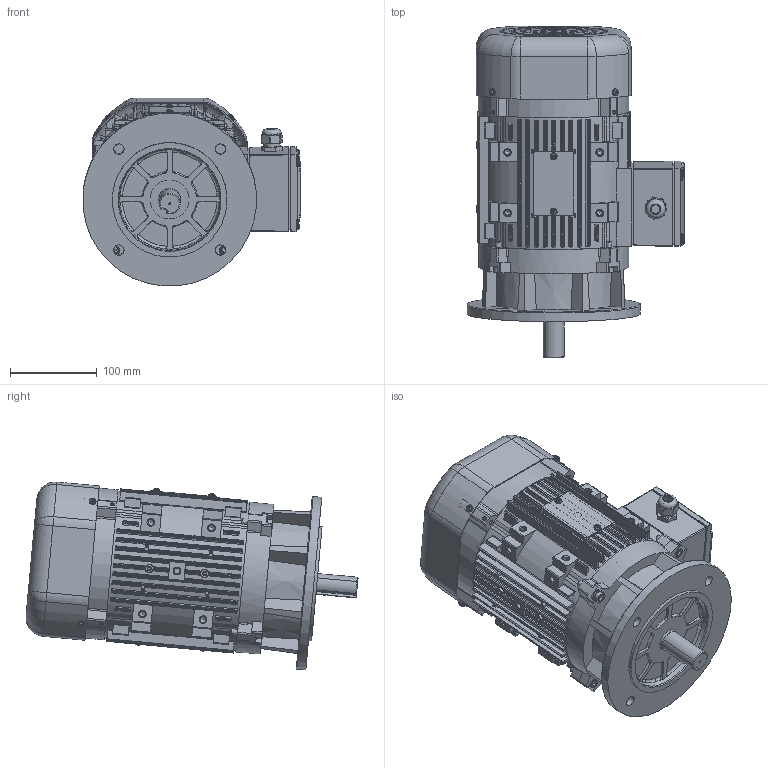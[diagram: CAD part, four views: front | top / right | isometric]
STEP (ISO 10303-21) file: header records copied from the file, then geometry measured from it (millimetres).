
FILE_DESCRIPTION(/* description */ (''),/* implementation_level */ '2;1');
FILE_NAME(/* name */ 'P_Series_1.5kW_Flange_(3D).stp',/* time_stamp */ '2021-10-22T15:06:46+09:00',/* author */ ('jaebok'),/* organization */ (''),/* preprocessor_version */ 'ST-DEVELOPER v18.1',/* originating_system */ 'Autodesk Inventor 2022',/* authorisation */ '');
FILE_SCHEMA (('AUTOMOTIVE_DESIGN { 1 0 10303 214 3 1 1 }'));
Products named in the file (1): 부품10
Bounding box: 250.62 x 381.68 x 215.94 mm (x, y, z)
Volume: 2081476.5 mm3; surface area: 753193.1 mm2
Topology: 2 solids, 32 shells, 3275 faces, 8841 edges, 5646 vertices
Faces by surface type: plane 1440, cylinder 1028, cone 319, bspline 282, torus 168, sphere 38
Full cylindrical faces by diameter (mm): 2 x2, 3.2 x10, 3.242 x14, 3.571 x2, 3.6 x12, 3.621 x8, 4 x8, 4.2 x2, 4.917 x4, 5 x8, 6 x14, 6.647 x15, 7 x8, 8 x4, 10 x4, 10.1 x1, 12 x4, 15.2 x1, 18.2 x2, 19 x2, 19.8 x1, 20 x1, 21 x2, 22 x1, 24 x1, 24.9 x1, 25 x1, 26 x1, 27.8 x1, 28 x1
Entity records: 124822 total; most frequent: CARTESIAN_POINT 41228, ORIENTED_EDGE 17406, DIRECTION 16599, EDGE_CURVE 8703, AXIS2_PLACEMENT_3D 6346, VERTEX_POINT 5622, LINE 3907, VECTOR 3907
